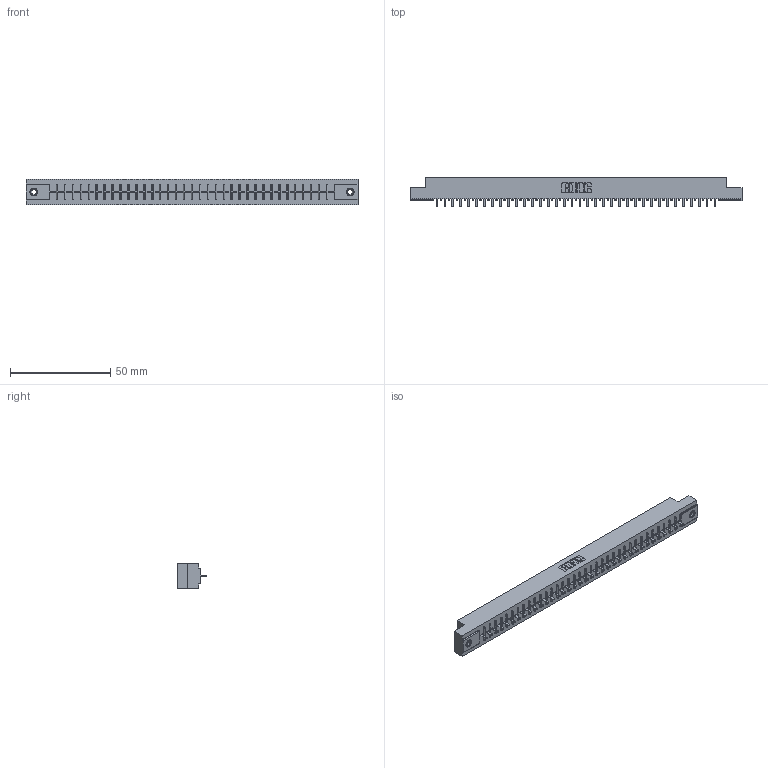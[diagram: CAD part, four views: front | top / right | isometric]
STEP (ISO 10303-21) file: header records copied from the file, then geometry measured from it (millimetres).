
FILE_DESCRIPTION (( 'STEP AP203' ), '1' );
FILE_NAME ('306-036-521-108.STEP', '2019-09-11T23:37:10', ( '' ), ( '' ), 'SwSTEP 2.0', 'SolidWorks 2016', '' );
FILE_SCHEMA (( 'CONFIG_CONTROL_DESIGN' ));
Length unit declared in the file: inch
Products named in the file (4): 306 Part_.156 Dia; 306-036-521-108; 345-250-001_345-250-003-102; 306-290-001_121
Assembly tree (39 placements, depth 2):
  306-036-521-108
    306 Part_.156 Dia
    306-290-001_121  x36
    345-250-001_345-250-003-102  x2
Bounding box: 165.66 x 14.88 x 12.7 mm (x, y, z)
Volume: 18211.1 mm3; surface area: 18391.6 mm2
Topology: 39 solids, 39 shells, 2696 faces, 7544 edges, 4828 vertices
Faces by surface type: plane 1792, cylinder 744, sphere 144, cone 12, torus 4
Entity records: 35490 total; most frequent: CARTESIAN_POINT 5938, ORIENTED_EDGE 5880, DIRECTION 5864, EDGE_CURVE 2940, LINE 2296, VECTOR 2296, VERTEX_POINT 1858, AXIS2_PLACEMENT_3D 1784
